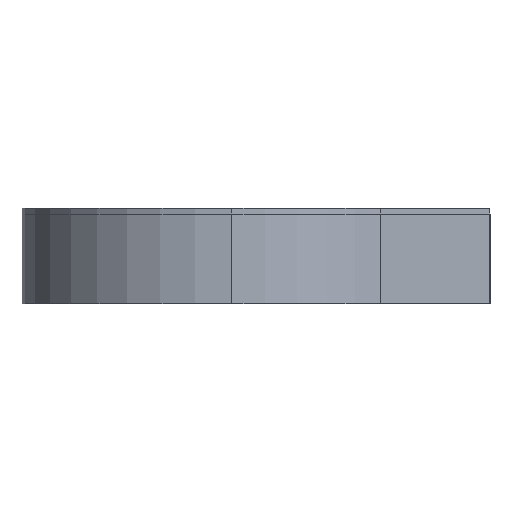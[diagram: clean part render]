
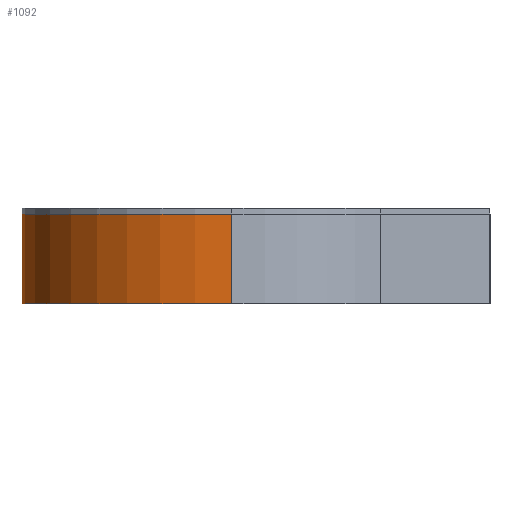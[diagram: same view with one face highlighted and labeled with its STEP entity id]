
A CAD part, left-side view. The second image highlights one B-rep face of the part: STEP entity #1092.
In plain terms, the highlighted cylindrical face has radius 27.94 mm (diameter 55.88 mm), a partial arc.
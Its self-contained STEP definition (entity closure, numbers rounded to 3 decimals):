
#275 = CONICAL_SURFACE('',#276,27.94,0.001);
#276 = AXIS2_PLACEMENT_3D('',#277,#278,#279);
#277 = CARTESIAN_POINT('',(-31.16,-32.341,
    20.854));
#278 = DIRECTION('',(0.,0.,-1.));
#279 = DIRECTION('',(-1.,0.,0.));
#295 = VERTEX_POINT('',#296);
#296 = CARTESIAN_POINT('',(-3.22,-32.341,
    20.092));
#322 = EDGE_CURVE('',#323,#295,#325,.T.);
#323 = VERTEX_POINT('',#324);
#324 = CARTESIAN_POINT('',(-59.1,-32.341,
    20.092));
#325 = SURFACE_CURVE('',#326,(#331,#338),.PCURVE_S1.);
#326 = CIRCLE('',#327,27.94);
#327 = AXIS2_PLACEMENT_3D('',#328,#329,#330);
#328 = CARTESIAN_POINT('',(-31.16,-32.341,
    20.092));
#329 = DIRECTION('',(0.,0.,-1.));
#330 = DIRECTION('',(1.,0.,0.));
#331 = PCURVE('',#275,#332);
#332 = DEFINITIONAL_REPRESENTATION('',(#333),#337);
#333 = LINE('',#334,#335);
#334 = CARTESIAN_POINT('',(-3.142,0.762));
#335 = VECTOR('',#336,1.);
#336 = DIRECTION('',(1.,0.));
#337 = ( GEOMETRIC_REPRESENTATION_CONTEXT(2) 
PARAMETRIC_REPRESENTATION_CONTEXT() REPRESENTATION_CONTEXT('2D SPACE',''
  ) );
#338 = PCURVE('',#339,#344);
#339 = CYLINDRICAL_SURFACE('',#340,27.94);
#340 = AXIS2_PLACEMENT_3D('',#341,#342,#343);
#341 = CARTESIAN_POINT('',(-31.16,-32.341,
    8.154));
#342 = DIRECTION('',(0.,0.,1.));
#343 = DIRECTION('',(1.,0.,0.));
#344 = DEFINITIONAL_REPRESENTATION('',(#345),#349);
#345 = LINE('',#346,#347);
#346 = CARTESIAN_POINT('',(6.283,11.938));
#347 = VECTOR('',#348,1.);
#348 = DIRECTION('',(-1.,0.));
#349 = ( GEOMETRIC_REPRESENTATION_CONTEXT(2) 
PARAMETRIC_REPRESENTATION_CONTEXT() REPRESENTATION_CONTEXT('2D SPACE',''
  ) );
#422 = CYLINDRICAL_SURFACE('',#423,27.94);
#423 = AXIS2_PLACEMENT_3D('',#424,#425,#426);
#424 = CARTESIAN_POINT('',(-31.16,-32.341,
    8.154));
#425 = DIRECTION('',(0.,0.,1.));
#426 = DIRECTION('',(1.,0.,0.));
#475 = CONICAL_SURFACE('',#476,27.94,1.57);
#476 = AXIS2_PLACEMENT_3D('',#477,#478,#479);
#477 = CARTESIAN_POINT('',(-31.16,-32.341,
    8.155));
#478 = DIRECTION('',(0.,0.,1.));
#479 = DIRECTION('',(1.,0.,0.));
#504 = VERTEX_POINT('',#505);
#505 = CARTESIAN_POINT('',(-59.1,-32.341,
    8.155));
#531 = EDGE_CURVE('',#532,#504,#534,.T.);
#532 = VERTEX_POINT('',#533);
#533 = CARTESIAN_POINT('',(-3.22,-32.341,
    8.155));
#534 = SURFACE_CURVE('',#535,(#540,#547),.PCURVE_S1.);
#535 = CIRCLE('',#536,27.94);
#536 = AXIS2_PLACEMENT_3D('',#537,#538,#539);
#537 = CARTESIAN_POINT('',(-31.16,-32.341,
    8.155));
#538 = DIRECTION('',(0.,0.,1.));
#539 = DIRECTION('',(1.,0.,0.));
#540 = PCURVE('',#475,#541);
#541 = DEFINITIONAL_REPRESENTATION('',(#542),#546);
#542 = LINE('',#543,#544);
#543 = CARTESIAN_POINT('',(0.,0.));
#544 = VECTOR('',#545,1.);
#545 = DIRECTION('',(1.,0.));
#546 = ( GEOMETRIC_REPRESENTATION_CONTEXT(2) 
PARAMETRIC_REPRESENTATION_CONTEXT() REPRESENTATION_CONTEXT('2D SPACE',''
  ) );
#547 = PCURVE('',#339,#548);
#548 = DEFINITIONAL_REPRESENTATION('',(#549),#553);
#549 = LINE('',#550,#551);
#550 = CARTESIAN_POINT('',(0.,0.));
#551 = VECTOR('',#552,1.);
#552 = DIRECTION('',(1.,0.));
#553 = ( GEOMETRIC_REPRESENTATION_CONTEXT(2) 
PARAMETRIC_REPRESENTATION_CONTEXT() REPRESENTATION_CONTEXT('2D SPACE',''
  ) );
#630 = CYLINDRICAL_SURFACE('',#631,27.94);
#631 = AXIS2_PLACEMENT_3D('',#632,#633,#634);
#632 = CARTESIAN_POINT('',(-31.16,-32.341,
    8.154));
#633 = DIRECTION('',(0.,0.,1.));
#634 = DIRECTION('',(1.,0.,0.));
#1092 = ADVANCED_FACE('',(#1093),#339,.T.);
#1093 = FACE_BOUND('',#1094,.T.);
#1094 = EDGE_LOOP('',(#1095,#1096,#1117,#1118));
#1095 = ORIENTED_EDGE('',*,*,#531,.T.);
#1096 = ORIENTED_EDGE('',*,*,#1097,.T.);
#1097 = EDGE_CURVE('',#504,#323,#1098,.T.);
#1098 = SURFACE_CURVE('',#1099,(#1103,#1110),.PCURVE_S1.);
#1099 = LINE('',#1100,#1101);
#1100 = CARTESIAN_POINT('',(-59.1,-32.341,
    8.154));
#1101 = VECTOR('',#1102,1.);
#1102 = DIRECTION('',(0.,0.,1.));
#1103 = PCURVE('',#339,#1104);
#1104 = DEFINITIONAL_REPRESENTATION('',(#1105),#1109);
#1105 = LINE('',#1106,#1107);
#1106 = CARTESIAN_POINT('',(3.142,0.));
#1107 = VECTOR('',#1108,1.);
#1108 = DIRECTION('',(0.,1.));
#1109 = ( GEOMETRIC_REPRESENTATION_CONTEXT(2) 
PARAMETRIC_REPRESENTATION_CONTEXT() REPRESENTATION_CONTEXT('2D SPACE',''
  ) );
#1110 = PCURVE('',#422,#1111);
#1111 = DEFINITIONAL_REPRESENTATION('',(#1112),#1116);
#1112 = LINE('',#1113,#1114);
#1113 = CARTESIAN_POINT('',(3.142,0.));
#1114 = VECTOR('',#1115,1.);
#1115 = DIRECTION('',(0.,1.));
#1116 = ( GEOMETRIC_REPRESENTATION_CONTEXT(2) 
PARAMETRIC_REPRESENTATION_CONTEXT() REPRESENTATION_CONTEXT('2D SPACE',''
  ) );
#1117 = ORIENTED_EDGE('',*,*,#322,.T.);
#1118 = ORIENTED_EDGE('',*,*,#1119,.F.);
#1119 = EDGE_CURVE('',#532,#295,#1120,.T.);
#1120 = SURFACE_CURVE('',#1121,(#1125,#1132),.PCURVE_S1.);
#1121 = LINE('',#1122,#1123);
#1122 = CARTESIAN_POINT('',(-3.22,-32.341,
    8.154));
#1123 = VECTOR('',#1124,1.);
#1124 = DIRECTION('',(0.,0.,1.));
#1125 = PCURVE('',#339,#1126);
#1126 = DEFINITIONAL_REPRESENTATION('',(#1127),#1131);
#1127 = LINE('',#1128,#1129);
#1128 = CARTESIAN_POINT('',(0.,0.));
#1129 = VECTOR('',#1130,1.);
#1130 = DIRECTION('',(0.,1.));
#1131 = ( GEOMETRIC_REPRESENTATION_CONTEXT(2) 
PARAMETRIC_REPRESENTATION_CONTEXT() REPRESENTATION_CONTEXT('2D SPACE',''
  ) );
#1132 = PCURVE('',#630,#1133);
#1133 = DEFINITIONAL_REPRESENTATION('',(#1134),#1138);
#1134 = LINE('',#1135,#1136);
#1135 = CARTESIAN_POINT('',(6.283,0.));
#1136 = VECTOR('',#1137,1.);
#1137 = DIRECTION('',(0.,1.));
#1138 = ( GEOMETRIC_REPRESENTATION_CONTEXT(2) 
PARAMETRIC_REPRESENTATION_CONTEXT() REPRESENTATION_CONTEXT('2D SPACE',''
  ) );
